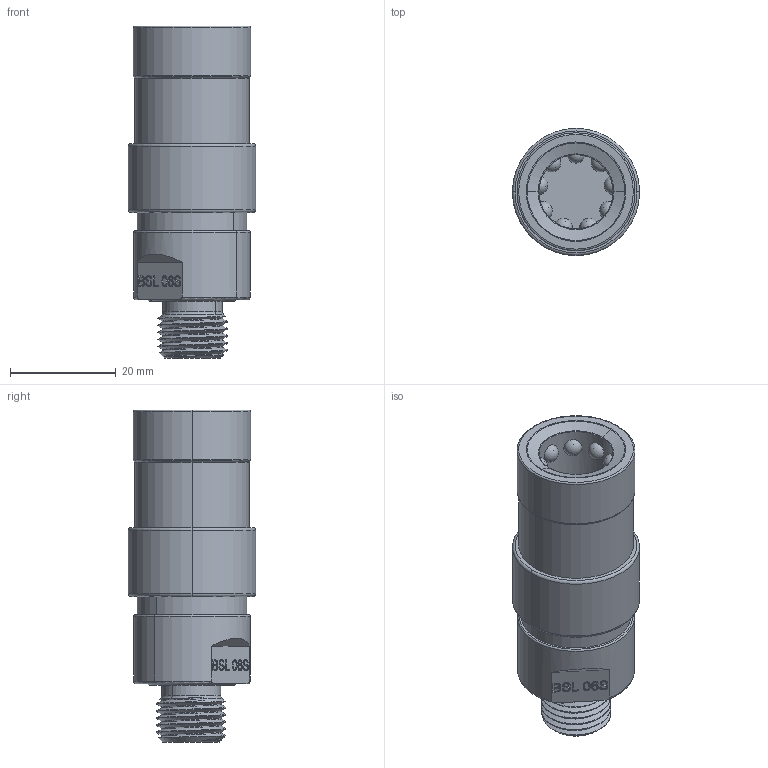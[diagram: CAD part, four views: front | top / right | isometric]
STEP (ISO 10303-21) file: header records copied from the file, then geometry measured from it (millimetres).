
FILE_DESCRIPTION (( 'STEP AP214' ), '1' );
FILE_NAME ('BSL 06S G14M-SS.STEP', '2025-01-20T07:12:13', ( 'Windows 蚚誧' ), ( '' ), 'SwSTEP 2.0', 'SolidWorks 2023', '' );
FILE_SCHEMA (( 'AUTOMOTIVE_DESIGN' ));
Length unit declared in the file: millimetre
Products named in the file (1): BSL 06S G14M-SS
Bounding box: 24 x 24 x 62.65 mm (x, y, z)
Volume: 19576.1 mm3; surface area: 6032.2 mm2
Topology: 1 solids, 10 shells, 315 faces, 775 edges, 507 vertices
Faces by surface type: bspline 125, plane 78, cylinder 49, torus 29, sphere 18, cone 16
Entity records: 18233 total; most frequent: CARTESIAN_POINT 8475, ORIENTED_EDGE 1496, DIRECTION 870, EDGE_CURVE 748, VERTEX_POINT 489, B_SPLINE_CURVE_WITH_KNOTS 370, EDGE_LOOP 351, UNCERTAINTY_MEASURE_WITH_UNIT 317
